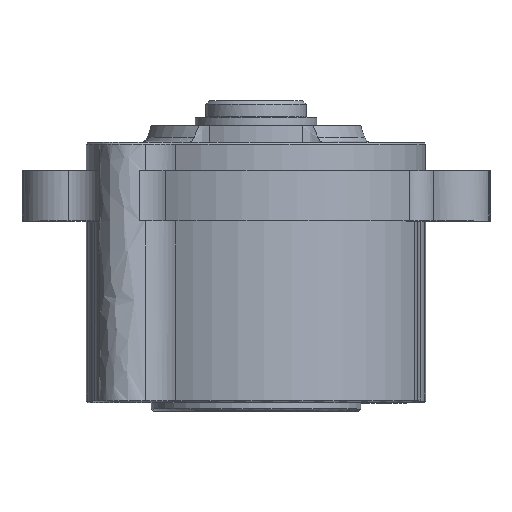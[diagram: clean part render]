
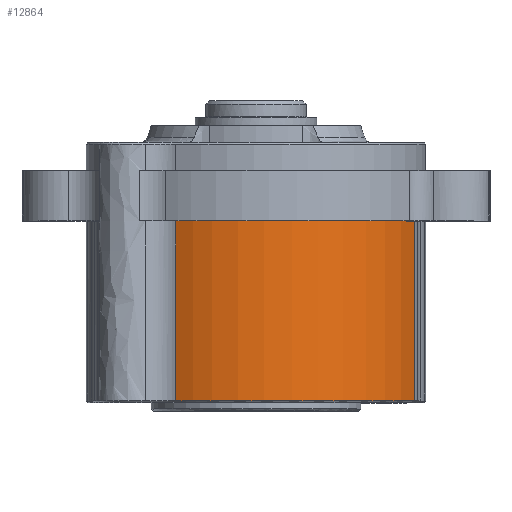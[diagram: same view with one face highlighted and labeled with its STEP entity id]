
A CAD part, top view. The second image highlights one B-rep face of the part: STEP entity #12864.
In plain terms, the highlighted free-form (B-spline) face has degree [2, 1] with [3, 2] control points.
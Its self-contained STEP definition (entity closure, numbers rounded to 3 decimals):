
#11738 = VERTEX_POINT('',#11739);
#11739 = CARTESIAN_POINT('',(-14.3,-16.774,
    26.745));
#11755 = VERTEX_POINT('',#11756);
#11756 = CARTESIAN_POINT('',(28.283,-16.774,
    10.95));
#11761 = EDGE_CURVE('',#11755,#11738,#11762,.T.);
#11762 = ( BOUNDED_CURVE() B_SPLINE_CURVE(2,(#11763,#11764,#11765),
.UNSPECIFIED.,.F.,.F.) B_SPLINE_CURVE_WITH_KNOTS((3,3),(0.369,
2.062),.PIECEWISE_BEZIER_KNOTS.) CURVE() 
GEOMETRIC_REPRESENTATION_ITEM() RATIONAL_B_SPLINE_CURVE((1.,
0.663,1.)) REPRESENTATION_ITEM('') );
#11763 = CARTESIAN_POINT('',(28.283,-16.774,
    10.95));
#11764 = CARTESIAN_POINT('',(15.913,-16.774,
    42.899));
#11765 = CARTESIAN_POINT('',(-14.3,-16.774,
    26.745));
#12845 = VERTEX_POINT('',#12846);
#12846 = CARTESIAN_POINT('',(-14.3,15.351,
    26.745));
#12852 = EDGE_CURVE('',#11738,#12845,#12853,.T.);
#12853 = B_SPLINE_CURVE_WITH_KNOTS('',1,(#12854,#12855),.UNSPECIFIED.,
  .F.,.F.,(2,2),(-15.3,6.15),.PIECEWISE_BEZIER_KNOTS.);
#12854 = CARTESIAN_POINT('',(-14.3,-16.774,
    26.745));
#12855 = CARTESIAN_POINT('',(-14.3,15.351,
    26.745));
#12864 = ADVANCED_FACE('',(#12865),#12882,.T.);
#12865 = FACE_BOUND('',#12866,.T.);
#12866 = EDGE_LOOP('',(#12867,#12868,#12875,#12881));
#12867 = ORIENTED_EDGE('',*,*,#11761,.F.);
#12868 = ORIENTED_EDGE('',*,*,#12869,.F.);
#12869 = EDGE_CURVE('',#12870,#11755,#12872,.T.);
#12870 = VERTEX_POINT('',#12871);
#12871 = CARTESIAN_POINT('',(28.283,15.351,
    10.95));
#12872 = B_SPLINE_CURVE_WITH_KNOTS('',1,(#12873,#12874),.UNSPECIFIED.,
  .F.,.F.,(2,2),(-6.15,15.3),.PIECEWISE_BEZIER_KNOTS.);
#12873 = CARTESIAN_POINT('',(28.283,15.351,
    10.95));
#12874 = CARTESIAN_POINT('',(28.283,-16.774,
    10.95));
#12875 = ORIENTED_EDGE('',*,*,#12876,.T.);
#12876 = EDGE_CURVE('',#12870,#12845,#12877,.T.);
#12877 = ( BOUNDED_CURVE() B_SPLINE_CURVE(2,(#12878,#12879,#12880),
.UNSPECIFIED.,.F.,.F.) B_SPLINE_CURVE_WITH_KNOTS((3,3),(0.369,
2.062),.PIECEWISE_BEZIER_KNOTS.) CURVE() 
GEOMETRIC_REPRESENTATION_ITEM() RATIONAL_B_SPLINE_CURVE((1.,
0.663,1.)) REPRESENTATION_ITEM('') );
#12878 = CARTESIAN_POINT('',(28.283,15.351,
    10.95));
#12879 = CARTESIAN_POINT('',(15.913,15.351,
    42.899));
#12880 = CARTESIAN_POINT('',(-14.3,15.351,
    26.745));
#12881 = ORIENTED_EDGE('',*,*,#12852,.F.);
#12882 = ( BOUNDED_SURFACE() B_SPLINE_SURFACE(2,1,(
    (#12883,#12884)
    ,(#12885,#12886)
    ,(#12887,#12888
)),.UNSPECIFIED.,.F.,.F.,.F.) B_SPLINE_SURFACE_WITH_KNOTS((3,3),(2,2),(
    0.369,2.062),(-6.15,15.3),
.PIECEWISE_BEZIER_KNOTS.) GEOMETRIC_REPRESENTATION_ITEM() 
RATIONAL_B_SPLINE_SURFACE((
    (1.,1.)
    ,(0.663,0.663)
,(1.,1.))) REPRESENTATION_ITEM('') SURFACE() );
#12883 = CARTESIAN_POINT('',(28.283,15.351,
    10.95));
#12884 = CARTESIAN_POINT('',(28.283,-16.774,
    10.95));
#12885 = CARTESIAN_POINT('',(15.913,15.351,
    42.899));
#12886 = CARTESIAN_POINT('',(15.913,-16.774,
    42.899));
#12887 = CARTESIAN_POINT('',(-14.3,15.351,
    26.745));
#12888 = CARTESIAN_POINT('',(-14.3,-16.774,
    26.745));
